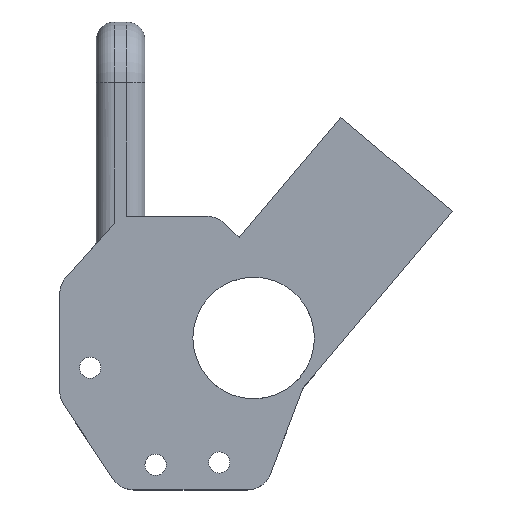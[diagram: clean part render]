
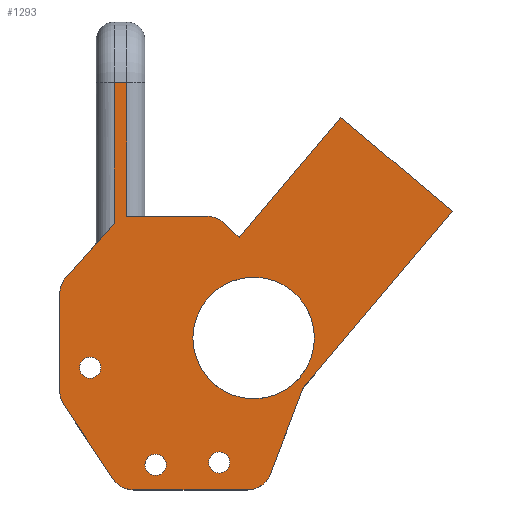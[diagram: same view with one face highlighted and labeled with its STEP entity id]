
A CAD part, top view. The second image highlights one B-rep face of the part: STEP entity #1293.
In plain terms, the highlighted planar face has unit normal (0, 0, 1).
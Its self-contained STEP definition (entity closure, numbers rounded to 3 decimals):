
#96=CIRCLE('',#1417,4.);
#97=CIRCLE('',#1418,4.);
#98=CIRCLE('',#1419,4.);
#99=CIRCLE('',#1420,4.);
#100=CIRCLE('',#1421,4.);
#101=CIRCLE('',#1422,1.75);
#102=CIRCLE('',#1423,1.75);
#103=CIRCLE('',#1424,1.75);
#104=CIRCLE('',#1425,10.);
#151=FACE_BOUND('',#269,.T.);
#152=FACE_BOUND('',#270,.T.);
#153=FACE_BOUND('',#271,.T.);
#154=FACE_BOUND('',#272,.T.);
#186=FACE_OUTER_BOUND('',#268,.T.);
#268=EDGE_LOOP('',(#942,#943,#944,#945,#946,#947,#948,#949,#950,#951,#952,
#953,#954,#955,#956,#957,#958,#959));
#269=EDGE_LOOP('',(#960));
#270=EDGE_LOOP('',(#961));
#271=EDGE_LOOP('',(#962));
#272=EDGE_LOOP('',(#963));
#349=LINE('',#1980,#452);
#362=LINE('',#2104,#465);
#364=LINE('',#2108,#467);
#365=LINE('',#2112,#468);
#366=LINE('',#2116,#469);
#367=LINE('',#2120,#470);
#368=LINE('',#2123,#471);
#369=LINE('',#2125,#472);
#370=LINE('',#2127,#473);
#371=LINE('',#2129,#474);
#372=LINE('',#2133,#475);
#373=LINE('',#2135,#476);
#374=LINE('',#2136,#477);
#452=VECTOR('',#1547,10.);
#465=VECTOR('',#1642,10.);
#467=VECTOR('',#1646,10.);
#468=VECTOR('',#1649,10.);
#469=VECTOR('',#1652,10.);
#470=VECTOR('',#1655,10.);
#471=VECTOR('',#1658,10.);
#472=VECTOR('',#1659,10.);
#473=VECTOR('',#1660,10.);
#474=VECTOR('',#1661,10.);
#475=VECTOR('',#1664,10.);
#476=VECTOR('',#1665,10.);
#477=VECTOR('',#1666,10.);
#561=VERTEX_POINT('',#1977);
#562=VERTEX_POINT('',#1979);
#588=VERTEX_POINT('',#2096);
#590=VERTEX_POINT('',#2102);
#591=VERTEX_POINT('',#2107);
#592=VERTEX_POINT('',#2109);
#593=VERTEX_POINT('',#2111);
#594=VERTEX_POINT('',#2113);
#595=VERTEX_POINT('',#2115);
#596=VERTEX_POINT('',#2117);
#597=VERTEX_POINT('',#2119);
#598=VERTEX_POINT('',#2121);
#599=VERTEX_POINT('',#2124);
#600=VERTEX_POINT('',#2126);
#601=VERTEX_POINT('',#2128);
#602=VERTEX_POINT('',#2130);
#603=VERTEX_POINT('',#2132);
#604=VERTEX_POINT('',#2134);
#605=VERTEX_POINT('',#2137);
#606=VERTEX_POINT('',#2139);
#607=VERTEX_POINT('',#2141);
#608=VERTEX_POINT('',#2143);
#684=EDGE_CURVE('',#562,#561,#349,.T.);
#725=EDGE_CURVE('',#590,#588,#362,.T.);
#727=EDGE_CURVE('',#590,#591,#364,.T.);
#728=EDGE_CURVE('',#592,#591,#96,.T.);
#729=EDGE_CURVE('',#592,#593,#365,.T.);
#730=EDGE_CURVE('',#594,#593,#97,.T.);
#731=EDGE_CURVE('',#594,#595,#366,.T.);
#732=EDGE_CURVE('',#596,#595,#98,.T.);
#733=EDGE_CURVE('',#596,#597,#367,.T.);
#734=EDGE_CURVE('',#598,#597,#99,.T.);
#735=EDGE_CURVE('',#598,#562,#368,.T.);
#736=EDGE_CURVE('',#561,#599,#369,.T.);
#737=EDGE_CURVE('',#599,#600,#370,.T.);
#738=EDGE_CURVE('',#600,#601,#371,.T.);
#739=EDGE_CURVE('',#602,#601,#100,.T.);
#740=EDGE_CURVE('',#602,#603,#372,.T.);
#741=EDGE_CURVE('',#604,#603,#373,.T.);
#742=EDGE_CURVE('',#588,#604,#374,.T.);
#743=EDGE_CURVE('',#605,#605,#101,.T.);
#744=EDGE_CURVE('',#606,#606,#102,.T.);
#745=EDGE_CURVE('',#607,#607,#103,.T.);
#746=EDGE_CURVE('',#608,#608,#104,.T.);
#942=ORIENTED_EDGE('',*,*,#725,.F.);
#943=ORIENTED_EDGE('',*,*,#727,.T.);
#944=ORIENTED_EDGE('',*,*,#728,.F.);
#945=ORIENTED_EDGE('',*,*,#729,.T.);
#946=ORIENTED_EDGE('',*,*,#730,.F.);
#947=ORIENTED_EDGE('',*,*,#731,.T.);
#948=ORIENTED_EDGE('',*,*,#732,.F.);
#949=ORIENTED_EDGE('',*,*,#733,.T.);
#950=ORIENTED_EDGE('',*,*,#734,.F.);
#951=ORIENTED_EDGE('',*,*,#735,.T.);
#952=ORIENTED_EDGE('',*,*,#684,.T.);
#953=ORIENTED_EDGE('',*,*,#736,.T.);
#954=ORIENTED_EDGE('',*,*,#737,.T.);
#955=ORIENTED_EDGE('',*,*,#738,.T.);
#956=ORIENTED_EDGE('',*,*,#739,.F.);
#957=ORIENTED_EDGE('',*,*,#740,.T.);
#958=ORIENTED_EDGE('',*,*,#741,.F.);
#959=ORIENTED_EDGE('',*,*,#742,.F.);
#960=ORIENTED_EDGE('',*,*,#743,.T.);
#961=ORIENTED_EDGE('',*,*,#744,.T.);
#962=ORIENTED_EDGE('',*,*,#745,.T.);
#963=ORIENTED_EDGE('',*,*,#746,.T.);
#1246=PLANE('',#1416);
#1293=ADVANCED_FACE('',(#186,#151,#152,#153,#154),#1246,.T.);
#1416=AXIS2_PLACEMENT_3D('',#2106,#1644,#1645);
#1417=AXIS2_PLACEMENT_3D('',#2110,#1647,#1648);
#1418=AXIS2_PLACEMENT_3D('',#2114,#1650,#1651);
#1419=AXIS2_PLACEMENT_3D('',#2118,#1653,#1654);
#1420=AXIS2_PLACEMENT_3D('',#2122,#1656,#1657);
#1421=AXIS2_PLACEMENT_3D('',#2131,#1662,#1663);
#1422=AXIS2_PLACEMENT_3D('',#2138,#1667,#1668);
#1423=AXIS2_PLACEMENT_3D('',#2140,#1669,#1670);
#1424=AXIS2_PLACEMENT_3D('',#2142,#1671,#1672);
#1425=AXIS2_PLACEMENT_3D('',#2144,#1673,#1674);
#1547=DIRECTION('',(0.645,0.764,0.));
#1642=DIRECTION('',(0.,1.,0.));
#1644=DIRECTION('center_axis',(0.,0.,1.));
#1645=DIRECTION('ref_axis',(1.,0.,0.));
#1646=DIRECTION('',(-0.667,-0.745,0.));
#1647=DIRECTION('center_axis',(0.,0.,-1.));
#1648=DIRECTION('ref_axis',(-0.934,0.357,0.));
#1649=DIRECTION('',(0.,-1.,0.));
#1650=DIRECTION('center_axis',(0.,0.,-1.));
#1651=DIRECTION('ref_axis',(-0.957,-0.29,0.));
#1652=DIRECTION('',(0.555,-0.832,0.));
#1653=DIRECTION('center_axis',(0.,0.,-1.));
#1654=DIRECTION('ref_axis',(-0.472,-0.882,0.));
#1655=DIRECTION('',(1.,0.,0.));
#1656=DIRECTION('center_axis',(0.,0.,-1.));
#1657=DIRECTION('ref_axis',(0.568,-0.823,0.));
#1658=DIRECTION('',(0.356,0.935,0.));
#1659=DIRECTION('',(-0.764,0.645,0.));
#1660=DIRECTION('',(-0.645,-0.764,0.));
#1661=DIRECTION('',(-0.707,0.707,0.));
#1662=DIRECTION('center_axis',(0.,0.,-1.));
#1663=DIRECTION('ref_axis',(0.383,0.924,0.));
#1664=DIRECTION('',(-1.,0.,0.));
#1665=DIRECTION('',(0.,-1.,0.));
#1666=DIRECTION('',(1.,0.,0.));
#1667=DIRECTION('center_axis',(0.,0.,-1.));
#1668=DIRECTION('ref_axis',(1.,0.,0.));
#1669=DIRECTION('center_axis',(0.,0.,-1.));
#1670=DIRECTION('ref_axis',(1.,0.,0.));
#1671=DIRECTION('center_axis',(0.,0.,-1.));
#1672=DIRECTION('ref_axis',(1.,0.,0.));
#1673=DIRECTION('center_axis',(0.,0.,-1.));
#1674=DIRECTION('ref_axis',(1.,0.,0.));
#1977=CARTESIAN_POINT('',(63.459,28.312,5.));
#1979=CARTESIAN_POINT('',(38.954,-0.687,5.));
#1980=CARTESIAN_POINT('',(29.895,-11.406,5.));
#2096=CARTESIAN_POINT('',(7.893,49.474,5.));
#2102=CARTESIAN_POINT('',(7.893,26.356,5.));
#2104=CARTESIAN_POINT('',(7.893,16.224,5.));
#2106=CARTESIAN_POINT('Origin',(28.893,4.974,5.));
#2107=CARTESIAN_POINT('',(-0.088,17.432,5.));
#2108=CARTESIAN_POINT('',(2.748,20.603,5.));
#2109=CARTESIAN_POINT('',(-1.107,14.766,5.));
#2110=CARTESIAN_POINT('Origin',(2.893,14.766,5.));
#2111=CARTESIAN_POINT('',(-1.107,-1.315,5.));
#2112=CARTESIAN_POINT('',(-1.107,27.474,5.));
#2113=CARTESIAN_POINT('',(-0.435,-3.534,5.));
#2114=CARTESIAN_POINT('Origin',(2.893,-1.315,5.));
#2115=CARTESIAN_POINT('',(7.706,-15.745,5.));
#2116=CARTESIAN_POINT('',(-1.107,-2.526,5.));
#2117=CARTESIAN_POINT('',(11.034,-17.526,5.));
#2118=CARTESIAN_POINT('Origin',(11.034,-13.526,5.));
#2119=CARTESIAN_POINT('',(29.788,-17.526,5.));
#2120=CARTESIAN_POINT('',(58.893,-17.526,5.));
#2121=CARTESIAN_POINT('',(33.527,-14.949,5.));
#2122=CARTESIAN_POINT('Origin',(29.788,-13.526,5.));
#2123=CARTESIAN_POINT('',(39.258,0.114,5.));
#2124=CARTESIAN_POINT('',(45.127,43.803,5.));
#2125=CARTESIAN_POINT('',(63.459,28.312,5.));
#2126=CARTESIAN_POINT('',(28.381,23.986,5.));
#2127=CARTESIAN_POINT('',(45.127,43.803,5.));
#2128=CARTESIAN_POINT('',(26.065,26.302,5.));
#2129=CARTESIAN_POINT('',(24.893,27.474,5.));
#2130=CARTESIAN_POINT('',(23.236,27.474,5.));
#2131=CARTESIAN_POINT('Origin',(23.236,23.474,5.));
#2132=CARTESIAN_POINT('',(9.893,27.474,5.));
#2133=CARTESIAN_POINT('',(-1.107,27.474,5.));
#2134=CARTESIAN_POINT('',(9.893,49.474,5.));
#2135=CARTESIAN_POINT('',(9.893,16.224,5.));
#2136=CARTESIAN_POINT('',(18.893,49.474,5.));
#2137=CARTESIAN_POINT('',(23.389,-13.01,5.));
#2138=CARTESIAN_POINT('Origin',(25.139,-13.01,5.));
#2139=CARTESIAN_POINT('',(12.908,-13.392,5.));
#2140=CARTESIAN_POINT('Origin',(14.658,-13.392,5.));
#2141=CARTESIAN_POINT('',(2.143,2.58,5.));
#2142=CARTESIAN_POINT('Origin',(3.893,2.58,5.));
#2143=CARTESIAN_POINT('',(20.793,7.474,5.));
#2144=CARTESIAN_POINT('Origin',(30.793,7.474,5.));
